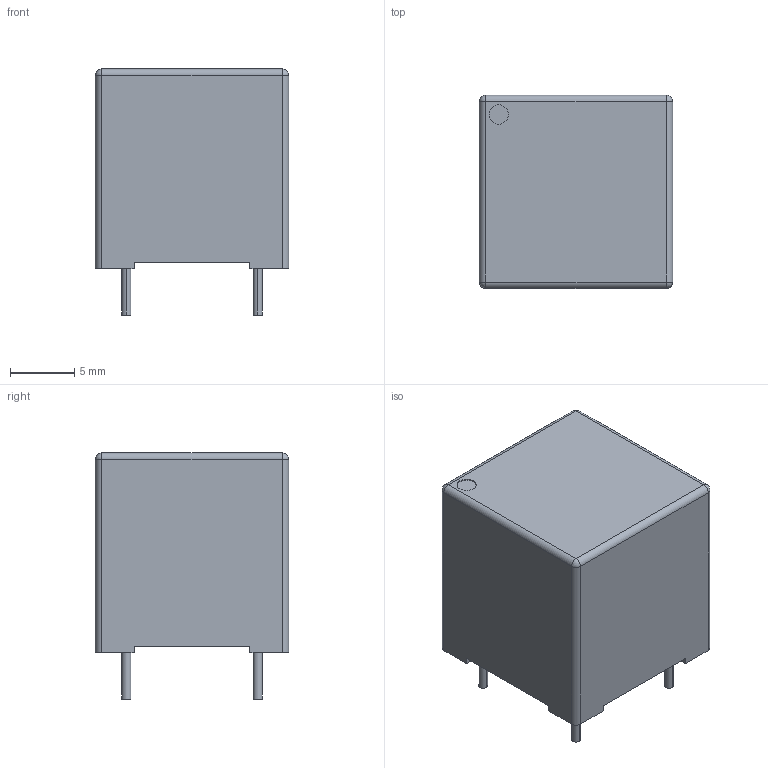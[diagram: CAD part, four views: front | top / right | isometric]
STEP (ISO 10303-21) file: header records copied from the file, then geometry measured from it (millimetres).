
FILE_DESCRIPTION((''),'2;1');
FILE_NAME('XFMR_VIGORTRONIX_VTX-111-004.stp','2013-05-14T13:48:02',(''),(''),'Mechanical Desktop 2011','Mechanical Desktop 2011',', , ');
FILE_SCHEMA(('AUTOMOTIVE_DESIGN { 1 2 10303 214 1 1 1 1 }'));
Length unit declared in the file: millimetre
Products named in the file (1): Product
Bounding box: 15 x 15 x 19.1 mm (x, y, z)
Volume: 3383 mm3; surface area: 1387.1 mm2
Topology: 5 solids, 5 shells, 57 faces, 130 edges, 80 vertices
Faces by surface type: plane 25, cylinder 18, bspline 10, sphere 4
Entity records: 1608 total; most frequent: CARTESIAN_POINT 294, DIRECTION 258, ORIENTED_EDGE 252, EDGE_CURVE 126, VECTOR 90, LINE 90, AXIS2_PLACEMENT_3D 84, VERTEX_POINT 80
